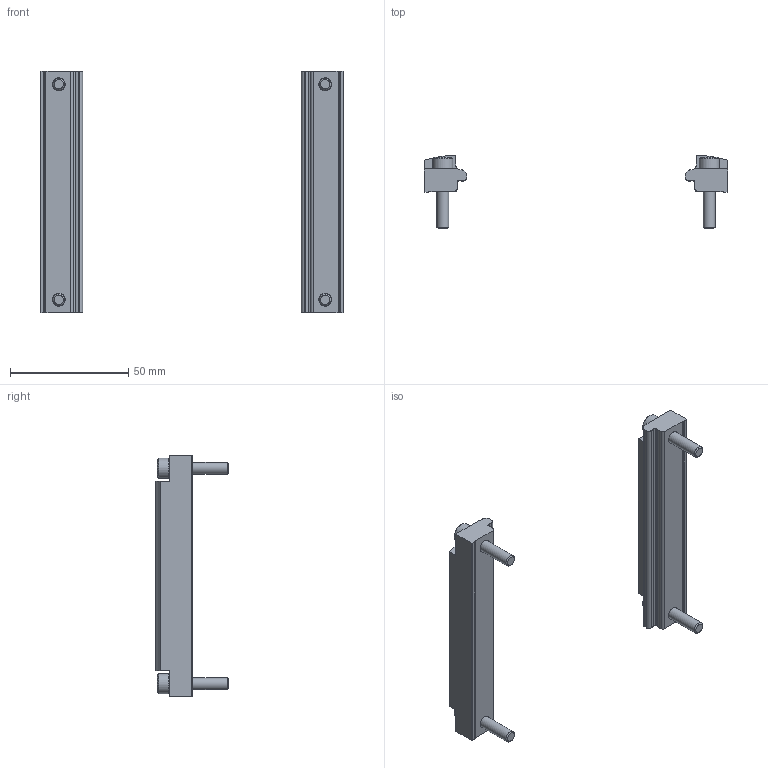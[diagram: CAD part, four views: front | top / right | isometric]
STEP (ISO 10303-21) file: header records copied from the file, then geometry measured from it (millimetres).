
FILE_DESCRIPTION(/* description */ ('STEP AP214'),/* implementation_level */ '2;1');
FILE_NAME(/* name */ '8197130_EAHF-E24-60-P-D6',/* time_stamp */ '2024-08-22T11:07:45+02:00',/* author */ ('License CC BY-ND 4.0'),/* organization */ ('CADENAS'),/* preprocessor_version */ 'ST-DEVELOPER v19.3',/* originating_system */ 'PARTsolutions',/* authorisation */ ' ');
FILE_SCHEMA (('AUTOMOTIVE_DESIGN {1 0 10303 214 3 1 1}'));
Length unit declared in the file: millimetre
Products named in the file (3): 8197130 EAHF-E24-60-P-D6---(100_400); 8196919 EAHF-E24-60-P-D6---(400); ISO-4762 M5x25
Assembly tree (6 placements, depth 2):
  8197130 EAHF-E24-60-P-D6---(100_400)
    8196919 EAHF-E24-60-P-D6---(400)  x2
    ISO-4762 M5x25  x4
Bounding box: 128.4 x 30.75 x 102 mm (x, y, z)
Volume: 43390.4 mm3; surface area: 16159 mm2
Topology: 6 solids, 6 shells, 176 faces, 444 edges, 284 vertices
Faces by surface type: plane 92, cone 44, cylinder 40
Full cylindrical faces by diameter (mm): 5 x4, 5.5 x4, 8.5 x4
Entity records: 1902 total; most frequent: CARTESIAN_POINT 337, DIRECTION 325, ORIENTED_EDGE 288, EDGE_CURVE 144, AXIS2_PLACEMENT_3D 121, VERTEX_POINT 99, LINE 83, VECTOR 83
